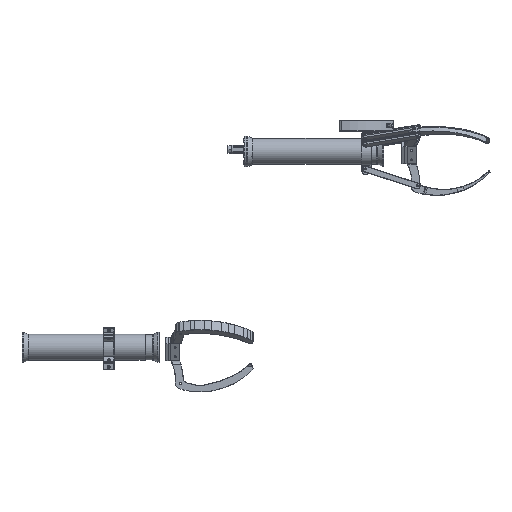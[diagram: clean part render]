
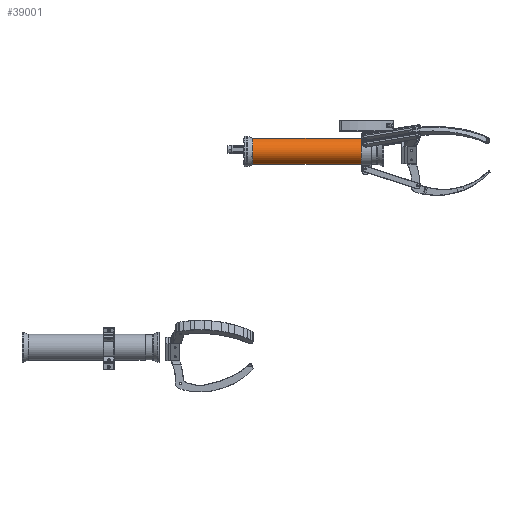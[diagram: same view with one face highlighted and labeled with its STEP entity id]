
A CAD part, front view. The second image highlights one B-rep face of the part: STEP entity #39001.
In plain terms, the highlighted cylindrical face has radius 18 mm (diameter 36 mm), a full revolution.
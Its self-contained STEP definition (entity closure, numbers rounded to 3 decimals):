
#38982 = VERTEX_POINT('',#38983);
#38983 = CARTESIAN_POINT('',(-99.04,1.395,
    5.059));
#38989 = EDGE_CURVE('',#38982,#38982,#38990,.T.);
#38990 = CIRCLE('',#38991,18.);
#38991 = AXIS2_PLACEMENT_3D('',#38992,#38993,#38994);
#38992 = CARTESIAN_POINT('',(-99.04,18.028,
    11.941));
#38993 = DIRECTION('',(-1.,0.,0.));
#38994 = DIRECTION('',(0.,0.924,0.382)
  );
#39001 = ADVANCED_FACE('',(#39002),#39021,.T.);
#39002 = FACE_BOUND('',#39003,.T.);
#39003 = EDGE_LOOP('',(#39004,#39005,#39013,#39020));
#39004 = ORIENTED_EDGE('',*,*,#38989,.F.);
#39005 = ORIENTED_EDGE('',*,*,#39006,.T.);
#39006 = EDGE_CURVE('',#38982,#39007,#39009,.T.);
#39007 = VERTEX_POINT('',#39008);
#39008 = CARTESIAN_POINT('',(62.454,1.395,
    5.059));
#39009 = LINE('',#39010,#39011);
#39010 = CARTESIAN_POINT('',(-6.474,1.395,
    5.059));
#39011 = VECTOR('',#39012,1.);
#39012 = DIRECTION('',(1.,0.,0.));
#39013 = ORIENTED_EDGE('',*,*,#39014,.T.);
#39014 = EDGE_CURVE('',#39007,#39007,#39015,.T.);
#39015 = CIRCLE('',#39016,18.);
#39016 = AXIS2_PLACEMENT_3D('',#39017,#39018,#39019);
#39017 = CARTESIAN_POINT('',(62.454,18.028,
    11.941));
#39018 = DIRECTION('',(-1.,0.,0.));
#39019 = DIRECTION('',(0.,0.924,0.382)
  );
#39020 = ORIENTED_EDGE('',*,*,#39006,.F.);
#39021 = CYLINDRICAL_SURFACE('',#39022,18.);
#39022 = AXIS2_PLACEMENT_3D('',#39023,#39024,#39025);
#39023 = CARTESIAN_POINT('',(-6.474,18.028,
    11.941));
#39024 = DIRECTION('',(-1.,0.,0.));
#39025 = DIRECTION('',(0.,0.924,0.382)
  );
